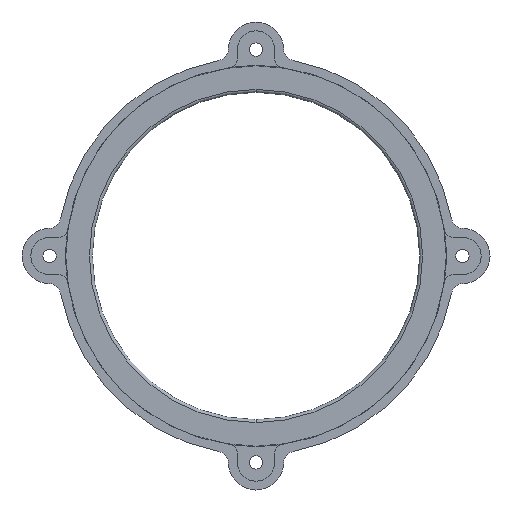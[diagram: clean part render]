
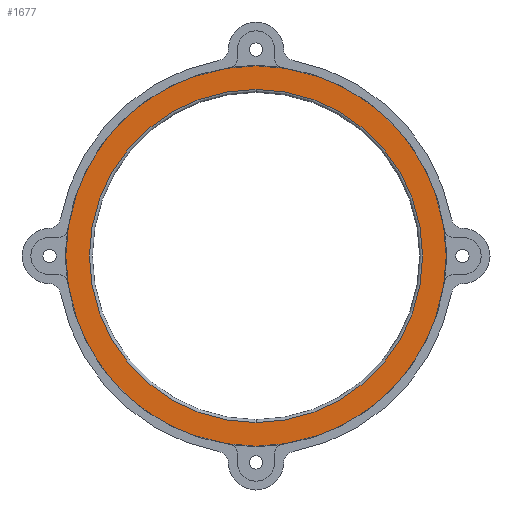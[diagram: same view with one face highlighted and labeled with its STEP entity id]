
A CAD part, front view. The second image highlights one B-rep face of the part: STEP entity #1677.
In plain terms, the highlighted planar face has unit normal (0, -1, 0).
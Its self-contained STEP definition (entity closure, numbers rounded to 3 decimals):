
#3 = CARTESIAN_POINT ( 'NONE',  ( 0., 1.75, 56.5 ) ) ;
#20 = ORIENTED_EDGE ( 'NONE', *, *, #1031, .T. ) ;
#49 = AXIS2_PLACEMENT_3D ( 'NONE', #1788, #1344, #1796 ) ;
#149 = CARTESIAN_POINT ( 'NONE',  ( 0., 1.75, 0. ) ) ;
#172 = VERTEX_POINT ( 'NONE', #875 ) ;
#191 = DIRECTION ( 'NONE',  ( 0., 0., 1. ) ) ;
#242 = AXIS2_PLACEMENT_3D ( 'NONE', #149, #759, #780 ) ;
#356 = DIRECTION ( 'NONE',  ( 0., 0., 1. ) ) ;
#372 = ORIENTED_EDGE ( 'NONE', *, *, #1287, .F. ) ;
#439 = CIRCLE ( 'NONE', #242, 56.5 ) ;
#455 = VERTEX_POINT ( 'NONE', #1193 ) ;
#491 = FACE_BOUND ( 'NONE', #975, .T. ) ;
#492 = CARTESIAN_POINT ( 'NONE',  ( 0., 1.75, 64.5 ) ) ;
#557 = AXIS2_PLACEMENT_3D ( 'NONE', #1275, #1433, #356 ) ;
#606 = DIRECTION ( 'NONE',  ( 0., 0., 1. ) ) ;
#759 = DIRECTION ( 'NONE',  ( 0., 1., 0. ) ) ;
#780 = DIRECTION ( 'NONE',  ( 0., 0., 1. ) ) ;
#875 = CARTESIAN_POINT ( 'NONE',  ( 0., 1.75, -64.5 ) ) ;
#912 = VERTEX_POINT ( 'NONE', #492 ) ;
#975 = EDGE_LOOP ( 'NONE', ( #20, #995 ) ) ;
#995 = ORIENTED_EDGE ( 'NONE', *, *, #1043, .T. ) ;
#1031 = EDGE_CURVE ( 'NONE', #1548, #455, #439, .T. ) ;
#1043 = EDGE_CURVE ( 'NONE', #455, #1548, #1126, .T. ) ;
#1059 = DIRECTION ( 'NONE',  ( 0., 1., 0. ) ) ;
#1110 = FACE_OUTER_BOUND ( 'NONE', #1903, .T. ) ;
#1126 = CIRCLE ( 'NONE', #1649, 56.5 ) ;
#1153 = DIRECTION ( 'NONE',  ( 0., 1., 0. ) ) ;
#1193 = CARTESIAN_POINT ( 'NONE',  ( 0., 1.75, -56.5 ) ) ;
#1275 = CARTESIAN_POINT ( 'NONE',  ( 0., 1.75, 0. ) ) ;
#1287 = EDGE_CURVE ( 'NONE', #172, #912, #2006, .T. ) ;
#1344 = DIRECTION ( 'NONE',  ( 0., 1., 0. ) ) ;
#1378 = CARTESIAN_POINT ( 'NONE',  ( 0., 1.75, 0. ) ) ;
#1431 = ORIENTED_EDGE ( 'NONE', *, *, #1803, .F. ) ;
#1433 = DIRECTION ( 'NONE',  ( 0., 1., 0. ) ) ;
#1499 = AXIS2_PLACEMENT_3D ( 'NONE', #1616, #1153, #191 ) ;
#1548 = VERTEX_POINT ( 'NONE', #3 ) ;
#1616 = CARTESIAN_POINT ( 'NONE',  ( 64.5, 1.75, 0. ) ) ;
#1649 = AXIS2_PLACEMENT_3D ( 'NONE', #1378, #1059, #606 ) ;
#1677 = ADVANCED_FACE ( 'NONE', ( #491, #1110 ), #1931, .F. ) ;
#1720 = CIRCLE ( 'NONE', #557, 64.5 ) ;
#1788 = CARTESIAN_POINT ( 'NONE',  ( 0., 1.75, 0. ) ) ;
#1796 = DIRECTION ( 'NONE',  ( 0., 0., 1. ) ) ;
#1803 = EDGE_CURVE ( 'NONE', #912, #172, #1720, .T. ) ;
#1903 = EDGE_LOOP ( 'NONE', ( #1431, #372 ) ) ;
#1931 = PLANE ( 'NONE',  #1499 ) ;
#2006 = CIRCLE ( 'NONE', #49, 64.5 ) ;
